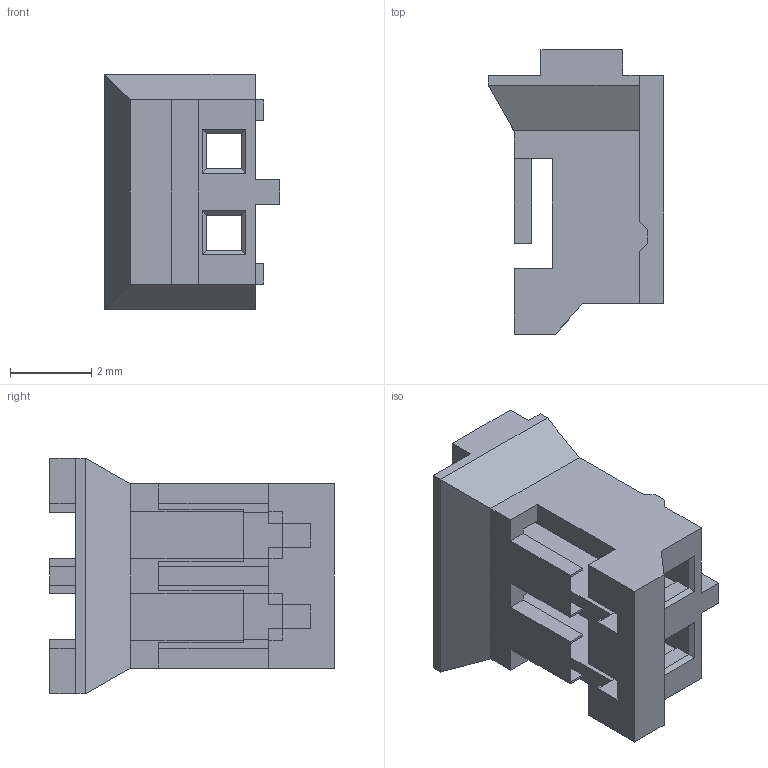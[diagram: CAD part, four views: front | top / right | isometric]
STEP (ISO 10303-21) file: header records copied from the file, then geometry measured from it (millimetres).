
FILE_DESCRIPTION (( 'STEP AP214' ), '1' );
FILE_NAME ('PHR-2.STEP', '2024-06-23T12:24:27', ( '' ), ( '' ), 'SwSTEP 2.0', 'SolidWorks 2024', '' );
FILE_SCHEMA (( 'AUTOMOTIVE_DESIGN' ));
Length unit declared in the file: millimetre
Products named in the file (1): PHR-2
Bounding box: 4.31 x 7 x 5.8 mm (x, y, z)
Volume: 47.5 mm3; surface area: 233.2 mm2
Topology: 1 solids, 1 shells, 114 faces, 336 edges, 220 vertices
Faces by surface type: plane 114
Entity records: 4942 total; most frequent: ORIENTED_EDGE 672, CARTESIAN_POINT 671, DIRECTION 566, VECTOR 336, EDGE_CURVE 336, LINE 336, VERTEX_POINT 220, EDGE_LOOP 118
